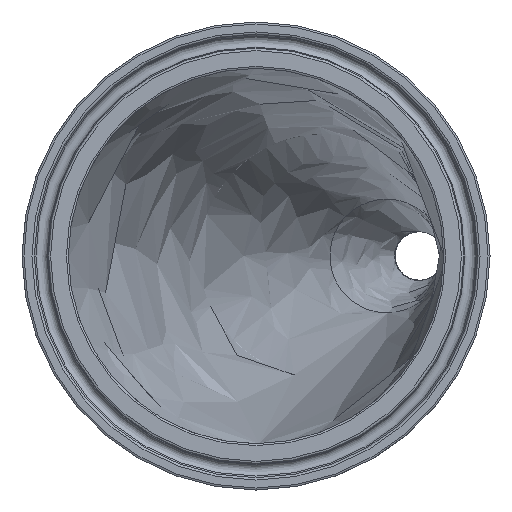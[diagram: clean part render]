
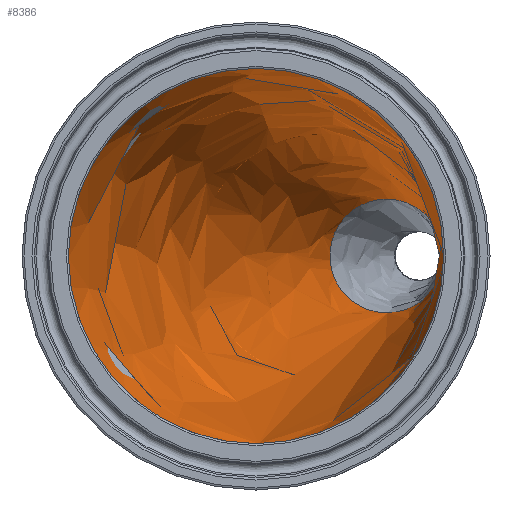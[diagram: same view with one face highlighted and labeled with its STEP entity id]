
A CAD part, left-side view. The second image highlights one B-rep face of the part: STEP entity #8386.
In plain terms, the highlighted free-form (B-spline) face has degree [1, 2] with [2, 9] control points.
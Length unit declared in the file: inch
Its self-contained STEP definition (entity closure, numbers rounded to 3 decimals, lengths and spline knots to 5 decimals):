
#52=(
BOUNDED_SURFACE()
B_SPLINE_SURFACE(1,2,((#18947,#18948,#18949,#18950,#18951,#18952,#18953,
#18954,#18955),(#18956,#18957,#18958,#18959,#18960,#18961,#18962,#18963,
#18964)),.UNSPECIFIED.,.F.,.T.,.F.)
B_SPLINE_SURFACE_WITH_KNOTS((2,2),(3,2,2,2,3),(-0.12777,5.69802),
(-3.14159,-1.5708,0.,1.5708,3.14159),
 .UNSPECIFIED.)
GEOMETRIC_REPRESENTATION_ITEM()
RATIONAL_B_SPLINE_SURFACE(((1.,0.707,1.,0.707,1.,
0.707,1.,0.707,1.),(1.,0.707,1.,0.707,
1.,0.707,1.,0.707,1.)))
REPRESENTATION_ITEM('')
SURFACE()
);
#322=CIRCLE('',#8722,0.435);
#325=CIRCLE('',#8725,0.435);
#326=CIRCLE('',#8726,0.435);
#328=CIRCLE('',#8730,1.435);
#329=CIRCLE('',#8731,1.435);
#1822=FACE_OUTER_BOUND('',#2353,.T.);
#2353=EDGE_LOOP('',(#7560,#7561,#7562,#7563,#7564,#7565,#7566));
#3012=B_SPLINE_CURVE_WITH_KNOTS('',1,(#18969,#18970),.UNSPECIFIED.,.F.,
 .F.,(2,2),(0.00187,5.66127),.UNSPECIFIED.);
#3834=VERTEX_POINT('',#18911);
#3835=VERTEX_POINT('',#18912);
#3838=VERTEX_POINT('',#18920);
#3840=VERTEX_POINT('',#18965);
#3841=VERTEX_POINT('',#18966);
#5081=EDGE_CURVE('',#3834,#3835,#322,.T.);
#5085=EDGE_CURVE('',#3835,#3838,#325,.T.);
#5086=EDGE_CURVE('',#3838,#3834,#326,.T.);
#5089=EDGE_CURVE('',#3840,#3841,#328,.T.);
#5090=EDGE_CURVE('',#3841,#3840,#329,.T.);
#5091=EDGE_CURVE('',#3841,#3838,#3012,.T.);
#7560=ORIENTED_EDGE('',*,*,#5089,.F.);
#7561=ORIENTED_EDGE('',*,*,#5090,.F.);
#7562=ORIENTED_EDGE('',*,*,#5091,.T.);
#7563=ORIENTED_EDGE('',*,*,#5085,.F.);
#7564=ORIENTED_EDGE('',*,*,#5081,.F.);
#7565=ORIENTED_EDGE('',*,*,#5086,.F.);
#7566=ORIENTED_EDGE('',*,*,#5091,.F.);
#8386=ADVANCED_FACE('',(#1822),#52,.T.);
#8722=AXIS2_PLACEMENT_3D('',#18913,#9814,#9815);
#8725=AXIS2_PLACEMENT_3D('',#18921,#9820,#9821);
#8726=AXIS2_PLACEMENT_3D('',#18922,#9822,#9823);
#8730=AXIS2_PLACEMENT_3D('',#18967,#9830,#9831);
#8731=AXIS2_PLACEMENT_3D('',#18968,#9832,#9833);
#9814=DIRECTION('center_axis',(-1.,0.,0.));
#9815=DIRECTION('ref_axis',(0.,-0.015,1.));
#9820=DIRECTION('center_axis',(-1.,0.,0.));
#9821=DIRECTION('ref_axis',(0.,-0.015,1.));
#9822=DIRECTION('center_axis',(-1.,0.,0.));
#9823=DIRECTION('ref_axis',(0.,-0.015,1.));
#9830=DIRECTION('center_axis',(1.,0.,0.));
#9831=DIRECTION('ref_axis',(0.,-0.015,1.));
#9832=DIRECTION('center_axis',(1.,0.,0.));
#9833=DIRECTION('ref_axis',(0.,-0.015,1.));
#18911=CARTESIAN_POINT('',(8.5,-1.435,0.));
#18912=CARTESIAN_POINT('',(8.5,-1.01146,0.43485));
#18913=CARTESIAN_POINT('Origin',(8.5,-1.,0.));
#18920=CARTESIAN_POINT('',(8.5,-1.00659,-0.43495));
#18921=CARTESIAN_POINT('Origin',(8.5,-1.,0.));
#18922=CARTESIAN_POINT('Origin',(8.5,-1.,0.));
#18947=CARTESIAN_POINT('Ctrl Pts',(0.31675,0.00081,
-1.45774));
#18948=CARTESIAN_POINT('Ctrl Pts',(0.4935,1.43662,-1.45774));
#18949=CARTESIAN_POINT('Ctrl Pts',(0.4935,1.43662,0.));
#18950=CARTESIAN_POINT('Ctrl Pts',(0.4935,1.43662,1.45774));
#18951=CARTESIAN_POINT('Ctrl Pts',(0.31675,0.00081,
1.45774));
#18952=CARTESIAN_POINT('Ctrl Pts',(0.13999,-1.435,
1.45774));
#18953=CARTESIAN_POINT('Ctrl Pts',(0.13999,-1.435,0.));
#18954=CARTESIAN_POINT('Ctrl Pts',(0.13999,-1.435,
-1.45774));
#18955=CARTESIAN_POINT('Ctrl Pts',(0.31675,0.00081,
-1.45774));
#18956=CARTESIAN_POINT('Ctrl Pts',(8.55195,-1.01299,-0.42846));
#18957=CARTESIAN_POINT('Ctrl Pts',(8.6039,-0.59098,
-0.42846));
#18958=CARTESIAN_POINT('Ctrl Pts',(8.6039,-0.59098,
0.));
#18959=CARTESIAN_POINT('Ctrl Pts',(8.6039,-0.59098,
0.42846));
#18960=CARTESIAN_POINT('Ctrl Pts',(8.55195,-1.01299,0.42846));
#18961=CARTESIAN_POINT('Ctrl Pts',(8.5,-1.435,0.42846));
#18962=CARTESIAN_POINT('Ctrl Pts',(8.5,-1.435,0.));
#18963=CARTESIAN_POINT('Ctrl Pts',(8.5,-1.435,-0.42846));
#18964=CARTESIAN_POINT('Ctrl Pts',(8.55195,-1.01299,-0.42846));
#18965=CARTESIAN_POINT('',(0.5,-1.435,0.));
#18966=CARTESIAN_POINT('',(0.5,-0.02175,-1.43484));
#18967=CARTESIAN_POINT('Origin',(0.5,0.,
0.));
#18968=CARTESIAN_POINT('Origin',(0.5,0.,
0.));
#18969=CARTESIAN_POINT('Ctrl Pts',(0.5,-0.02175,
-1.43484));
#18970=CARTESIAN_POINT('Ctrl Pts',(8.5,-1.00659,-0.43495));
